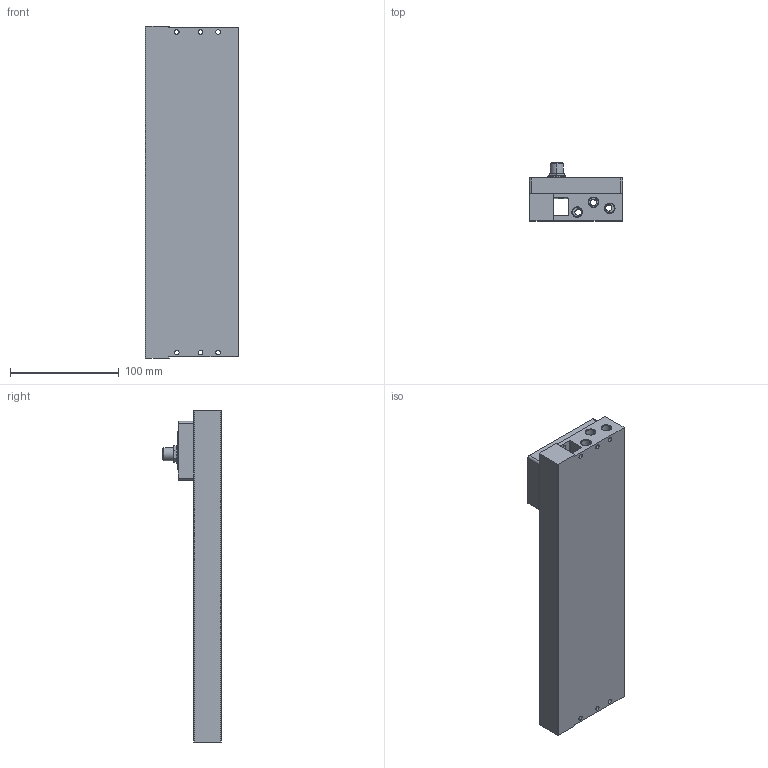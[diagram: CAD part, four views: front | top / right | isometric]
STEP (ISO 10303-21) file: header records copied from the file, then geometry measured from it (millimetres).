
FILE_DESCRIPTION (( 'STEP AP203' ), '1' );
FILE_NAME ('ES1VM-20F-M7LK32.STEP', '2022-08-23T12:01:03', ( '' ), ( '' ), 'SwSTEP 2.0', 'SolidWorks 2022', '' );
FILE_SCHEMA (( 'CONFIG_CONTROL_DESIGN' ));
Length unit declared in the file: millimetre
Products named in the file (1): ES1VM-20F-M7LK32
Bounding box: 86 x 53.6 x 305 mm (x, y, z)
Volume: 598408.8 mm3; surface area: 132130.5 mm2
Topology: 1 solids, 1 shells, 619 faces, 1520 edges, 978 vertices
Faces by surface type: cylinder 280, cone 176, plane 151, bspline 12
Entity records: 20254 total; most frequent: CARTESIAN_POINT 4933, DIRECTION 3435, ORIENTED_EDGE 3040, EDGE_CURVE 1520, AXIS2_PLACEMENT_3D 1426, VERTEX_POINT 978, CIRCLE 818, EDGE_LOOP 762
